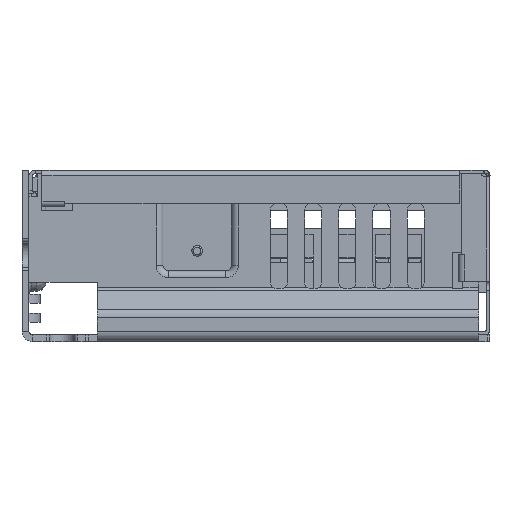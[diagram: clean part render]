
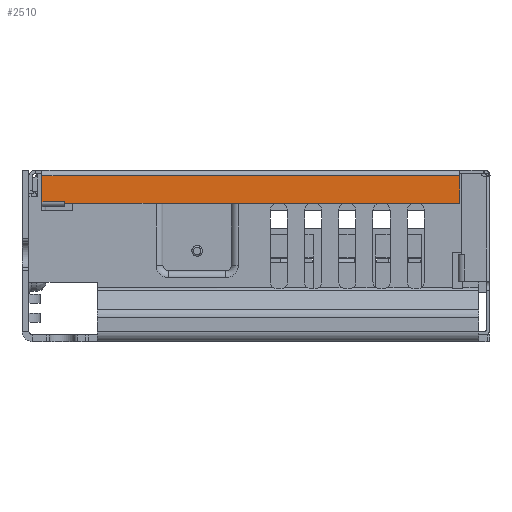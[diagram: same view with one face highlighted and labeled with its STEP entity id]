
A CAD part, front view. The second image highlights one B-rep face of the part: STEP entity #2510.
In plain terms, the highlighted planar face has unit normal (0, -1, 0).
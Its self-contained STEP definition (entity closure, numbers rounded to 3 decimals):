
#2510=ADVANCED_FACE('',(#5046),#3808,.F.);
#3808=PLANE('',#31367);
#5046=FACE_OUTER_BOUND('',#6550,.T.);
#6550=EDGE_LOOP('',(#10789,#10790,#10791,#10792,#10793,#10794,#10795));
#10789=ORIENTED_EDGE('',*,*,#21653,.F.);
#10790=ORIENTED_EDGE('',*,*,#21650,.F.);
#10791=ORIENTED_EDGE('',*,*,#21649,.F.);
#10792=ORIENTED_EDGE('',*,*,#21672,.F.);
#10793=ORIENTED_EDGE('',*,*,#21673,.T.);
#10794=ORIENTED_EDGE('',*,*,#21674,.T.);
#10795=ORIENTED_EDGE('',*,*,#21657,.F.);
#18184=VERTEX_POINT('',#42992);
#18188=VERTEX_POINT('',#43001);
#18190=VERTEX_POINT('',#43005);
#18191=VERTEX_POINT('',#43009);
#18193=VERTEX_POINT('',#43018);
#18203=VERTEX_POINT('',#43050);
#18204=VERTEX_POINT('',#43054);
#21649=EDGE_CURVE('',#18190,#18188,#25792,.T.);
#21650=EDGE_CURVE('',#18188,#18191,#25793,.T.);
#21653=EDGE_CURVE('',#18191,#18184,#25796,.T.);
#21657=EDGE_CURVE('',#18184,#18193,#25799,.T.);
#21672=EDGE_CURVE('',#18203,#18190,#25811,.T.);
#21673=EDGE_CURVE('',#18203,#18204,#25812,.T.);
#21674=EDGE_CURVE('',#18204,#18193,#25813,.T.);
#25792=LINE('',#43006,#28619);
#25793=LINE('',#43008,#28620);
#25796=LINE('',#43014,#28623);
#25799=LINE('',#43021,#28626);
#25811=LINE('',#43051,#28638);
#25812=LINE('',#43053,#28639);
#25813=LINE('',#43055,#28640);
#28619=VECTOR('',#35087,1.);
#28620=VECTOR('',#35090,1.);
#28623=VECTOR('',#35095,1.);
#28626=VECTOR('',#35102,1.);
#28638=VECTOR('',#35132,1.);
#28639=VECTOR('',#35135,1.);
#28640=VECTOR('',#35136,1.);
#31367=AXIS2_PLACEMENT_3D('',#43056,#35137,#35138);
#35087=DIRECTION('',(-1.,0.,0.));
#35090=DIRECTION('',(0.,0.,1.));
#35095=DIRECTION('',(-1.,0.,0.));
#35102=DIRECTION('',(-1.,0.,0.));
#35132=DIRECTION('',(0.,0.,-1.));
#35135=DIRECTION('',(-1.,0.,0.));
#35136=DIRECTION('',(0.,0.,-1.));
#35137=DIRECTION('',(0.,1.,0.));
#35138=DIRECTION('',(0.,0.,1.));
#42992=CARTESIAN_POINT('',(7.501,4.4,24.5));
#43001=CARTESIAN_POINT('',(7.503,4.4,24.2));
#43005=CARTESIAN_POINT('',(76.698,4.4,24.2));
#43006=CARTESIAN_POINT('',(76.698,4.4,24.2));
#43008=CARTESIAN_POINT('',(7.503,4.4,29.1));
#43009=CARTESIAN_POINT('',(7.503,4.4,24.5));
#43014=CARTESIAN_POINT('',(76.698,4.4,24.5));
#43018=CARTESIAN_POINT('',(3.501,4.4,24.5));
#43021=CARTESIAN_POINT('',(76.698,4.4,24.5));
#43050=CARTESIAN_POINT('',(76.698,4.4,29.1));
#43051=CARTESIAN_POINT('',(76.698,4.4,29.1));
#43053=CARTESIAN_POINT('',(76.698,4.4,29.1));
#43054=CARTESIAN_POINT('',(3.501,4.4,29.1));
#43055=CARTESIAN_POINT('',(3.501,4.4,29.1));
#43056=CARTESIAN_POINT('',(76.698,4.4,29.1));
